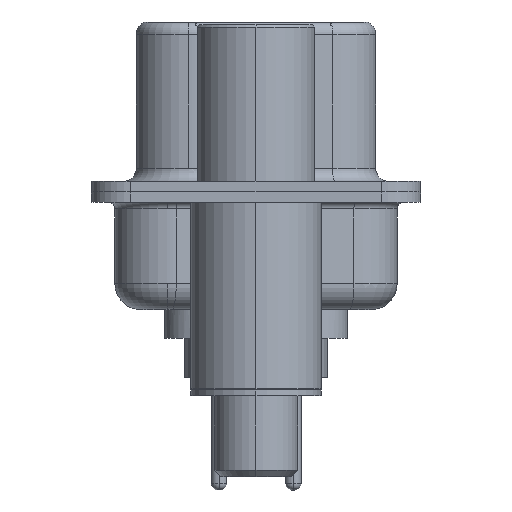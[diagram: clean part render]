
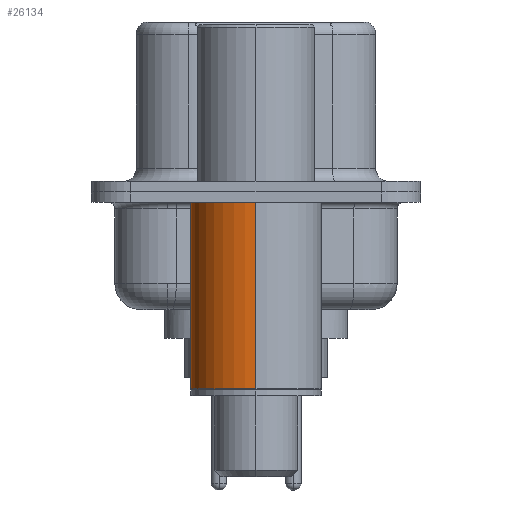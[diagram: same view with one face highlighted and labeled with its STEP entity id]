
A CAD part, left-side view. The second image highlights one B-rep face of the part: STEP entity #26134.
In plain terms, the highlighted cylindrical face has radius 2.5 mm (diameter 5 mm), a partial arc.
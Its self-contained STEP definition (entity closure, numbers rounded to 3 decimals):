
#712 = CARTESIAN_POINT ( 'NONE',  ( -2.5, 0., -0.4 ) ) ;
#887 = DIRECTION ( 'NONE',  ( 1., 0., 0. ) ) ;
#901 = VERTEX_POINT ( 'NONE', #712 ) ;
#2927 = LINE ( 'NONE', #10404, #27161 ) ;
#3103 = VERTEX_POINT ( 'NONE', #25796 ) ;
#4098 = DIRECTION ( 'NONE',  ( 0., 0., 1. ) ) ;
#5050 = EDGE_CURVE ( 'NONE', #3103, #21643, #2927, .T. ) ;
#5142 = CARTESIAN_POINT ( 'NONE',  ( 0., 0., -0.4 ) ) ;
#5899 = VECTOR ( 'NONE', #4098, 1000. ) ;
#7521 = DIRECTION ( 'NONE',  ( 1., 0., 0. ) ) ;
#8906 = CARTESIAN_POINT ( 'NONE',  ( -2.5, 0., 0.581 ) ) ;
#9027 = DIRECTION ( 'NONE',  ( 0., 0., 1. ) ) ;
#9744 = EDGE_LOOP ( 'NONE', ( #20003, #19811, #20793, #28127 ) ) ;
#9887 = CIRCLE ( 'NONE', #21945, 2.5 ) ;
#10404 = CARTESIAN_POINT ( 'NONE',  ( 2.5, 0., 0.581 ) ) ;
#10432 = VERTEX_POINT ( 'NONE', #12086 ) ;
#10498 = CARTESIAN_POINT ( 'NONE',  ( 2.5, 0., -0.4 ) ) ;
#12086 = CARTESIAN_POINT ( 'NONE',  ( -2.5, 0., -7.525 ) ) ;
#15168 = CARTESIAN_POINT ( 'NONE',  ( 0., 0., 0.581 ) ) ;
#16312 = EDGE_CURVE ( 'NONE', #10432, #901, #16999, .T. ) ;
#16999 = LINE ( 'NONE', #8906, #5899 ) ;
#17265 = AXIS2_PLACEMENT_3D ( 'NONE', #15168, #28885, #887 ) ;
#17623 = CYLINDRICAL_SURFACE ( 'NONE', #17265, 2.5 ) ;
#17975 = DIRECTION ( 'NONE',  ( 0., 0., 1. ) ) ;
#18292 = EDGE_CURVE ( 'NONE', #3103, #10432, #9887, .T. ) ;
#19811 = ORIENTED_EDGE ( 'NONE', *, *, #16312, .T. ) ;
#19849 = CIRCLE ( 'NONE', #24737, 2.5 ) ;
#20003 = ORIENTED_EDGE ( 'NONE', *, *, #18292, .T. ) ;
#20793 = ORIENTED_EDGE ( 'NONE', *, *, #22172, .F. ) ;
#21584 = DIRECTION ( 'NONE',  ( 0., 0., 1. ) ) ;
#21643 = VERTEX_POINT ( 'NONE', #10498 ) ;
#21945 = AXIS2_PLACEMENT_3D ( 'NONE', #23029, #9027, #25347 ) ;
#22172 = EDGE_CURVE ( 'NONE', #21643, #901, #19849, .T. ) ;
#23029 = CARTESIAN_POINT ( 'NONE',  ( 0., 0., -7.525 ) ) ;
#24737 = AXIS2_PLACEMENT_3D ( 'NONE', #5142, #21584, #7521 ) ;
#25347 = DIRECTION ( 'NONE',  ( 1., 0., 0. ) ) ;
#25796 = CARTESIAN_POINT ( 'NONE',  ( 2.5, 0., -7.525 ) ) ;
#26134 = ADVANCED_FACE ( 'NONE', ( #29852 ), #17623, .T. ) ;
#27161 = VECTOR ( 'NONE', #17975, 1000. ) ;
#28127 = ORIENTED_EDGE ( 'NONE', *, *, #5050, .F. ) ;
#28885 = DIRECTION ( 'NONE',  ( 0., 0., 1. ) ) ;
#29852 = FACE_OUTER_BOUND ( 'NONE', #9744, .T. ) ;
